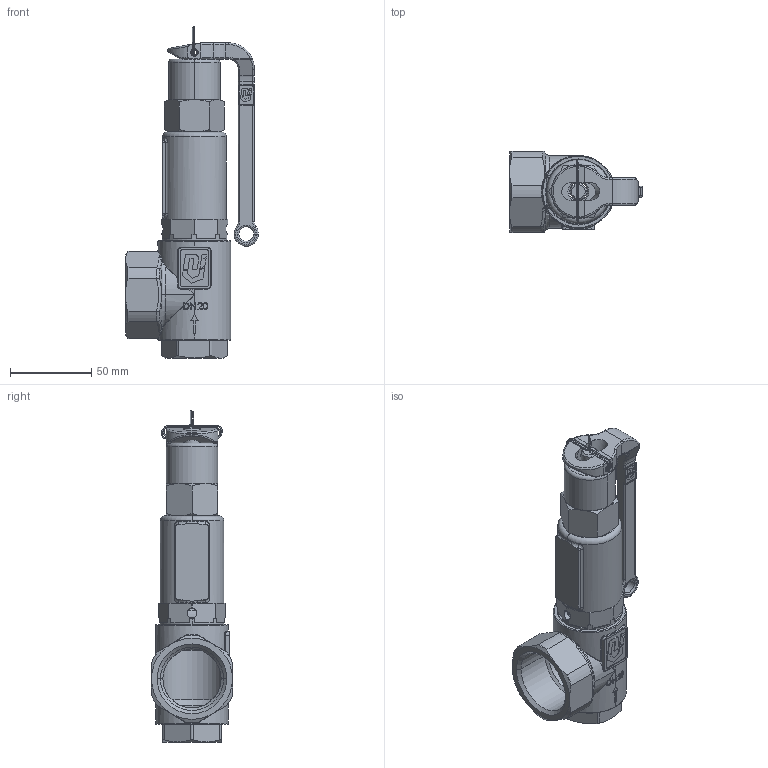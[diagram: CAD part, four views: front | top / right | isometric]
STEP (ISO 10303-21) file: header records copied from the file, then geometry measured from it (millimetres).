
FILE_DESCRIPTION(('HOOPS Exchange Step'),'2;1');
FILE_NAME('SV03-04-07-08-DN20-IG-Hebel.stp','2026-01-19T14:42:06+01:00',('nieru'),('Unknown organisation'),'HOOPS Exchange 2024.2','HOOPS Exchange','Unknown authorisation');
FILE_SCHEMA( ('AP203_CONFIGURATION_CONTROLLED_3D_DESIGN_OF_MECHANICAL_PARTS_AND_ASSEMBLIES_MIM_LF') );
Length unit declared in the file: millimetre
Products named in the file (2): 0; root
Assembly tree (1 placements, depth 2):
  root
    0
Bounding box: 82 x 50 x 204.88 mm (x, y, z)
Volume: 127423.6 mm3; surface area: 69354.4 mm2
Topology: 8 solids, 8 shells, 811 faces, 2067 edges, 1279 vertices
Faces by surface type: plane 284, cylinder 217, bspline 126, cone 89, torus 86, sphere 9
Entity records: 34865 total; most frequent: CARTESIAN_POINT 16885, ORIENTED_EDGE 4102, DIRECTION 3185, EDGE_CURVE 2051, VERTEX_POINT 1279, AXIS2_PLACEMENT_3D 1213, EDGE_LOOP 860, FACE_BOUND 860
